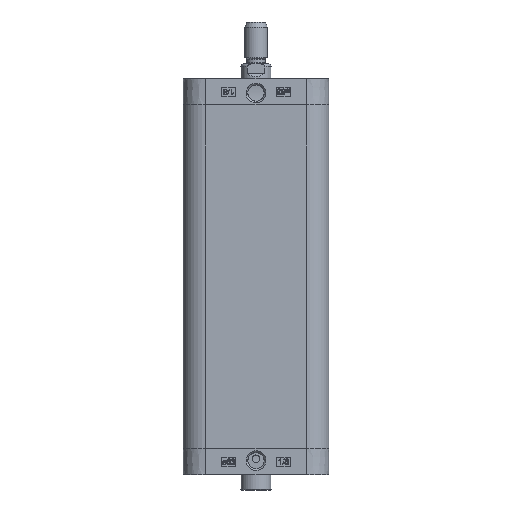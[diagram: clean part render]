
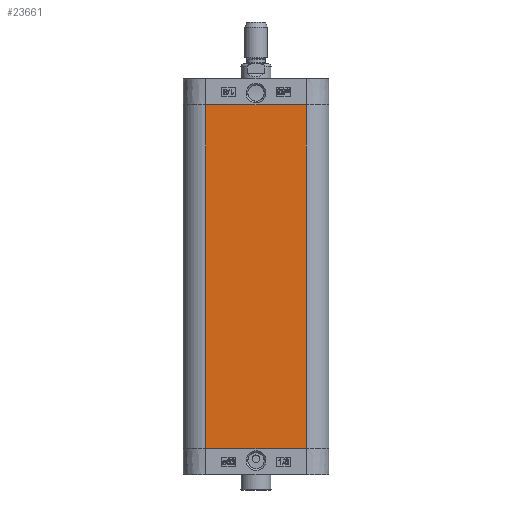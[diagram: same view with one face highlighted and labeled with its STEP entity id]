
A CAD part, left-side view. The second image highlights one B-rep face of the part: STEP entity #23661.
In plain terms, the highlighted planar face has unit normal (-1, 0, 0).
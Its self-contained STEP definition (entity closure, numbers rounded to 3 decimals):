
#20079=CARTESIAN_POINT('',(-38.5,26.5,181.5));
#20080=VERTEX_POINT('',#20079);
#20098=CARTESIAN_POINT('',(-38.5,26.5,0.0));
#20099=VERTEX_POINT('',#20098);
#20107=CARTESIAN_POINT('',(-38.5,26.5,0.0));
#20108=DIRECTION('',(0.0,0.0,1.0));
#20109=VECTOR('',#20108,181.5);
#20110=LINE('',#20107,#20109);
#20111=EDGE_CURVE('',#20099,#20080,#20110,.T.);
#23612=CARTESIAN_POINT('',(-38.5,-26.5,181.5));
#23613=VERTEX_POINT('',#23612);
#23621=CARTESIAN_POINT('',(-38.5,-26.5,0.0));
#23622=VERTEX_POINT('',#23621);
#23623=CARTESIAN_POINT('',(-38.5,-26.5,0.0));
#23624=DIRECTION('',(0.0,0.0,1.0));
#23625=VECTOR('',#23624,181.5);
#23626=LINE('',#23623,#23625);
#23627=EDGE_CURVE('',#23622,#23613,#23626,.T.);
#23640=CARTESIAN_POINT('',(-38.5,-26.5,0.0));
#23641=DIRECTION('',(-1.0,0.0,0.0));
#23642=DIRECTION('',(0.0,0.0,1.0));
#23643=AXIS2_PLACEMENT_3D('',#23640,#23641,#23642);
#23644=PLANE('',#23643);
#23645=CARTESIAN_POINT('',(-38.5,-26.5,181.5));
#23646=DIRECTION('',(0.0,1.0,0.0));
#23647=VECTOR('',#23646,53.);
#23648=LINE('',#23645,#23647);
#23649=EDGE_CURVE('',#23613,#20080,#23648,.T.);
#23650=ORIENTED_EDGE('',*,*,#23649,.T.);
#23651=ORIENTED_EDGE('',*,*,#20111,.F.);
#23652=CARTESIAN_POINT('',(-38.5,26.5,0.0));
#23653=DIRECTION('',(0.0,-1.0,0.0));
#23654=VECTOR('',#23653,53.);
#23655=LINE('',#23652,#23654);
#23656=EDGE_CURVE('',#20099,#23622,#23655,.T.);
#23657=ORIENTED_EDGE('',*,*,#23656,.T.);
#23658=ORIENTED_EDGE('',*,*,#23627,.T.);
#23659=EDGE_LOOP('',(#23650,#23651,#23657,#23658));
#23660=FACE_OUTER_BOUND('',#23659,.T.);
#23661=ADVANCED_FACE('',(#23660),#23644,.T.);
